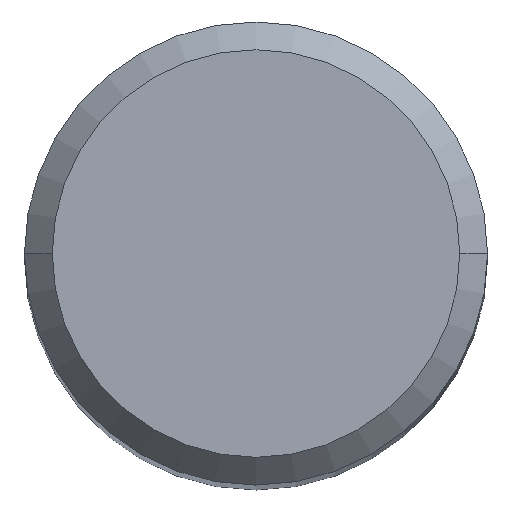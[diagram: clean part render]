
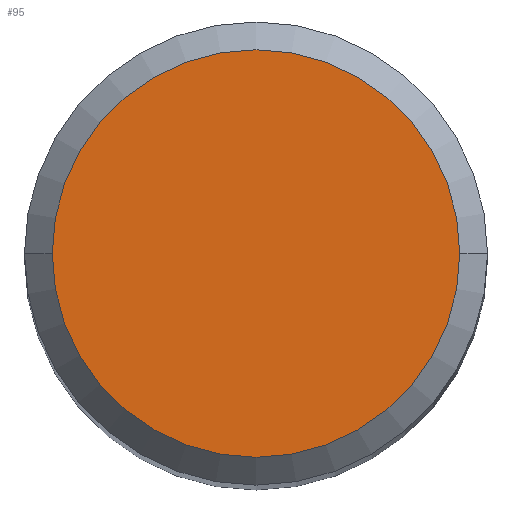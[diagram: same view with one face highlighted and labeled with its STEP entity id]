
A CAD part, top view. The second image highlights one B-rep face of the part: STEP entity #95.
In plain terms, the highlighted planar face has unit normal (0, 0, 1).
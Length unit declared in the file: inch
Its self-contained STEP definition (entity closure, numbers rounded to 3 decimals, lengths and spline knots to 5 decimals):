
#5 = CARTESIAN_POINT ( 'NONE',  ( -0.11, 0., 2. ) ) ;
#14 = EDGE_CURVE ( 'NONE', #147, #289, #276, .T. ) ;
#18 = EDGE_CURVE ( 'NONE', #289, #147, #89, .T. ) ;
#26 = AXIS2_PLACEMENT_3D ( 'NONE', #57, #285, #148 ) ;
#28 = DIRECTION ( 'NONE',  ( 1., 0., 0. ) ) ;
#31 = AXIS2_PLACEMENT_3D ( 'NONE', #142, #217, #294 ) ;
#34 = EDGE_LOOP ( 'NONE', ( #240, #152 ) ) ;
#49 = PLANE ( 'NONE',  #268 ) ;
#57 = CARTESIAN_POINT ( 'NONE',  ( 0., 0., 2. ) ) ;
#77 = CARTESIAN_POINT ( 'NONE',  ( 0., 0., 2. ) ) ;
#89 = CIRCLE ( 'NONE', #31, 0.11 ) ;
#95 = ADVANCED_FACE ( 'NONE', ( #210 ), #49, .T. ) ;
#142 = CARTESIAN_POINT ( 'NONE',  ( 0., 0., 2. ) ) ;
#147 = VERTEX_POINT ( 'NONE', #5 ) ;
#148 = DIRECTION ( 'NONE',  ( 1., 0., 0. ) ) ;
#152 = ORIENTED_EDGE ( 'NONE', *, *, #18, .T. ) ;
#161 = CARTESIAN_POINT ( 'NONE',  ( 0.11, 0., 2. ) ) ;
#210 = FACE_OUTER_BOUND ( 'NONE', #34, .T. ) ;
#217 = DIRECTION ( 'NONE',  ( 0., 0., 1. ) ) ;
#240 = ORIENTED_EDGE ( 'NONE', *, *, #14, .T. ) ;
#268 = AXIS2_PLACEMENT_3D ( 'NONE', #77, #279, #28 ) ;
#276 = CIRCLE ( 'NONE', #26, 0.11 ) ;
#279 = DIRECTION ( 'NONE',  ( 0., 0., 1. ) ) ;
#285 = DIRECTION ( 'NONE',  ( 0., 0., 1. ) ) ;
#289 = VERTEX_POINT ( 'NONE', #161 ) ;
#294 = DIRECTION ( 'NONE',  ( 1., 0., 0. ) ) ;
